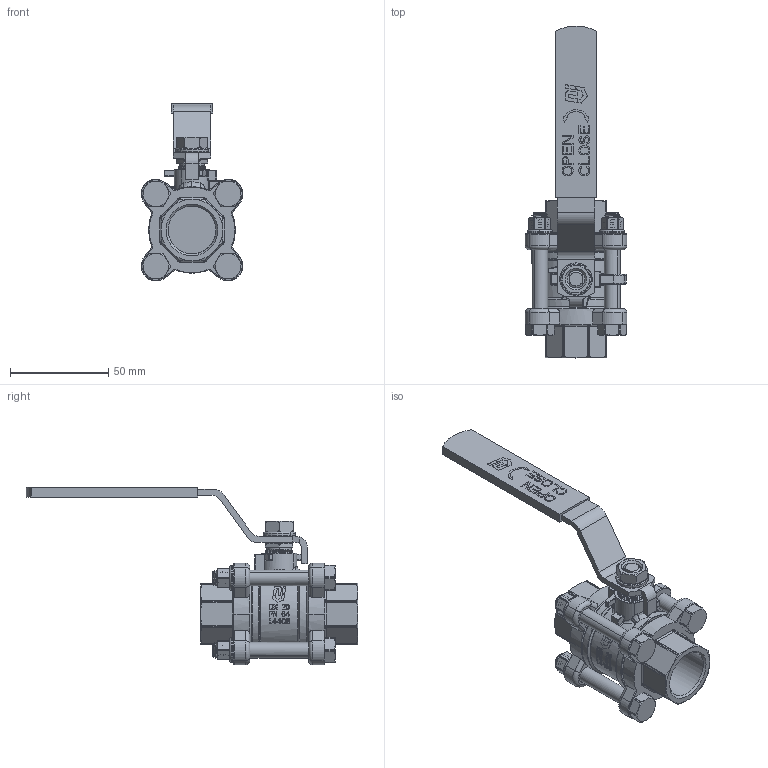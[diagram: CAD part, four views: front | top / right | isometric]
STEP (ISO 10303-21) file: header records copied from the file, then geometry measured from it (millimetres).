
FILE_DESCRIPTION(('HOOPS Exchange Step'),'2;1');
FILE_NAME('GK0400_DN20.stp','2025-10-31T14:38:08+01:00',('nieru'),('Unknown organisation'),'HOOPS Exchange 2024.2','HOOPS Exchange','Unknown authorisation');
FILE_SCHEMA( ('AP203_CONFIGURATION_CONTROLLED_3D_DESIGN_OF_MECHANICAL_PARTS_AND_ASSEMBLIES_MIM_LF') );
Length unit declared in the file: millimetre
Products named in the file (2): 0; root
Assembly tree (1 placements, depth 2):
  root
    0
Bounding box: 51.77 x 168.75 x 90.43 mm (x, y, z)
Volume: 110677.3 mm3; surface area: 44003.5 mm2
Topology: 4 solids, 4 shells, 2006 faces, 5501 edges, 3536 vertices
Faces by surface type: plane 920, cylinder 596, bspline 193, cone 142, torus 136, sphere 17, extrusion 2
Full cylindrical faces by diameter (mm): 9.5 x1, 12.5 x1
Entity records: 100662 total; most frequent: CARTESIAN_POINT 54780, ORIENTED_EDGE 10956, DIRECTION 7707, EDGE_CURVE 5478, VERTEX_POINT 3536, AXIS2_PLACEMENT_3D 2732, VECTOR 2243, LINE 2241
